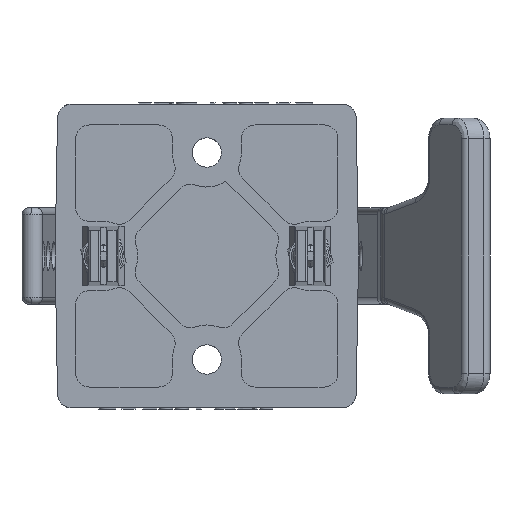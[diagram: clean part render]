
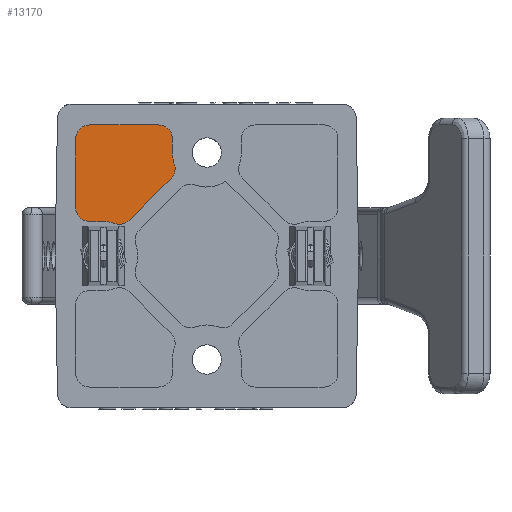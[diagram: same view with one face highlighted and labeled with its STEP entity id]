
A CAD part, front view. The second image highlights one B-rep face of the part: STEP entity #13170.
In plain terms, the highlighted planar face has unit normal (0, -1, 0).
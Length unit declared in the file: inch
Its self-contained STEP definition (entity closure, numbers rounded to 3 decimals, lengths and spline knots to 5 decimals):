
#401 = CIRCLE ( 'NONE', #23354, 0.125 ) ;
#418 = ORIENTED_EDGE ( 'NONE', *, *, #40006, .T. ) ;
#544 = LINE ( 'NONE', #24594, #19091 ) ;
#563 = DIRECTION ( 'NONE',  ( 0., 1., 0. ) ) ;
#591 = CIRCLE ( 'NONE', #43146, 0.125 ) ;
#668 = VERTEX_POINT ( 'NONE', #26823 ) ;
#896 = VERTEX_POINT ( 'NONE', #20110 ) ;
#1565 = CARTESIAN_POINT ( 'NONE',  ( -1.1875, 0.1875, 1.0625 ) ) ;
#1863 = CARTESIAN_POINT ( 'NONE',  ( -1.0625, 0.1875, 0.3125 ) ) ;
#2590 = VERTEX_POINT ( 'NONE', #38354 ) ;
#2708 = CARTESIAN_POINT ( 'NONE',  ( -0.4375, 0.1875, 1.0625 ) ) ;
#2829 = AXIS2_PLACEMENT_3D ( 'NONE', #7727, #33705, #11440 ) ;
#2876 = CARTESIAN_POINT ( 'NONE',  ( -0.79057, 0.1875, 0.41209 ) ) ;
#2964 = CARTESIAN_POINT ( 'NONE',  ( -0.4375, 0.1875, 1.1875 ) ) ;
#3137 = ORIENTED_EDGE ( 'NONE', *, *, #24844, .T. ) ;
#3479 = DIRECTION ( 'NONE',  ( 1., 0., 0. ) ) ;
#3983 = AXIS2_PLACEMENT_3D ( 'NONE', #2876, #28829, #6616 ) ;
#4113 = CARTESIAN_POINT ( 'NONE',  ( -0.41209, 0.1875, 0.79057 ) ) ;
#4500 = AXIS2_PLACEMENT_3D ( 'NONE', #4113, #30099, #7852 ) ;
#4551 = AXIS2_PLACEMENT_3D ( 'NONE', #48111, #25729, #3479 ) ;
#5273 = VERTEX_POINT ( 'NONE', #41261 ) ;
#6083 = DIRECTION ( 'NONE',  ( 0.707, 0., 0.707 ) ) ;
#6432 = EDGE_CURVE ( 'NONE', #15956, #5273, #26646, .T. ) ;
#6445 = DIRECTION ( 'NONE',  ( -1., 0., 0. ) ) ;
#6492 = FACE_OUTER_BOUND ( 'NONE', #35102, .T. ) ;
#6616 = DIRECTION ( 'NONE',  ( -1., 0., 0. ) ) ;
#7727 = CARTESIAN_POINT ( 'NONE',  ( -0.9375, 0.1875, 0. ) ) ;
#7754 = DIRECTION ( 'NONE',  ( 0., 1., 0. ) ) ;
#7852 = DIRECTION ( 'NONE',  ( 1., 0., 0. ) ) ;
#9160 = VERTEX_POINT ( 'NONE', #1863 ) ;
#9690 = EDGE_CURVE ( 'NONE', #5273, #41940, #46306, .T. ) ;
#9859 = CARTESIAN_POINT ( 'NONE',  ( -0.70219, 0.1875, 0.3237 ) ) ;
#11124 = CARTESIAN_POINT ( 'NONE',  ( -1.0625, 0.1875, 1.0625 ) ) ;
#11440 = DIRECTION ( 'NONE',  ( 1., 0., 0. ) ) ;
#11542 = VERTEX_POINT ( 'NONE', #27054 ) ;
#11590 = VERTEX_POINT ( 'NONE', #46148 ) ;
#11677 = DIRECTION ( 'NONE',  ( 0., 0., 1. ) ) ;
#11966 = CIRCLE ( 'NONE', #47186, 0.3125 ) ;
#12063 = ORIENTED_EDGE ( 'NONE', *, *, #35582, .T. ) ;
#12683 = DIRECTION ( 'NONE',  ( 1., 0., 0. ) ) ;
#13170 = ADVANCED_FACE ( 'NONE', ( #6492 ), #45015, .F. ) ;
#13684 = EDGE_CURVE ( 'NONE', #36069, #896, #41936, .T. ) ;
#14148 = DIRECTION ( 'NONE',  ( -1., 0., 0. ) ) ;
#14847 = DIRECTION ( 'NONE',  ( -1., 0., 0. ) ) ;
#15209 = CARTESIAN_POINT ( 'NONE',  ( -1.0625, 0.1875, 1.0625 ) ) ;
#15599 = CIRCLE ( 'NONE', #4551, 0.125 ) ;
#15956 = VERTEX_POINT ( 'NONE', #30076 ) ;
#17586 = ORIENTED_EDGE ( 'NONE', *, *, #41363, .T. ) ;
#17656 = DIRECTION ( 'NONE',  ( 0., -1., 0. ) ) ;
#17684 = ORIENTED_EDGE ( 'NONE', *, *, #37789, .T. ) ;
#19091 = VECTOR ( 'NONE', #6083, 39.37008 ) ;
#19256 = VECTOR ( 'NONE', #12683, 39.37008 ) ;
#20110 = CARTESIAN_POINT ( 'NONE',  ( -0.28709, 0.1875, 0.79057 ) ) ;
#20916 = CARTESIAN_POINT ( 'NONE',  ( -0.3237, 0.1875, 0.70219 ) ) ;
#22390 = EDGE_CURVE ( 'NONE', #668, #11590, #44929, .T. ) ;
#22487 = CIRCLE ( 'NONE', #2829, 0.3125 ) ;
#22570 = VECTOR ( 'NONE', #11677, 39.37008 ) ;
#22659 = DIRECTION ( 'NONE',  ( -1., 0., 0. ) ) ;
#22777 = CARTESIAN_POINT ( 'NONE',  ( 0., 0.1875, 0.9375 ) ) ;
#23354 = AXIS2_PLACEMENT_3D ( 'NONE', #39993, #17656, #43760 ) ;
#23389 = CARTESIAN_POINT ( 'NONE',  ( -1.0625, 0.1875, 1.1875 ) ) ;
#23727 = AXIS2_PLACEMENT_3D ( 'NONE', #15209, #7754, #22659 ) ;
#23941 = EDGE_CURVE ( 'NONE', #41940, #668, #591, .T. ) ;
#24594 = CARTESIAN_POINT ( 'NONE',  ( -0.3237, 0.1875, 0.70219 ) ) ;
#24732 = EDGE_CURVE ( 'NONE', #47919, #36069, #544, .T. ) ;
#24844 = EDGE_CURVE ( 'NONE', #896, #42169, #15599, .T. ) ;
#25729 = DIRECTION ( 'NONE',  ( 0., -1., 0. ) ) ;
#26368 = ORIENTED_EDGE ( 'NONE', *, *, #22390, .T. ) ;
#26476 = VECTOR ( 'NONE', #14148, 39.37008 ) ;
#26486 = ORIENTED_EDGE ( 'NONE', *, *, #43580, .T. ) ;
#26537 = DIRECTION ( 'NONE',  ( 1., 0., 0. ) ) ;
#26646 = CIRCLE ( 'NONE', #33252, 0.125 ) ;
#26823 = CARTESIAN_POINT ( 'NONE',  ( -1.1875, 0.1875, 1.0625 ) ) ;
#27054 = CARTESIAN_POINT ( 'NONE',  ( -0.83255, 0.1875, 0.29435 ) ) ;
#27352 = CIRCLE ( 'NONE', #3983, 0.125 ) ;
#27525 = DIRECTION ( 'NONE',  ( 0., 0., -1. ) ) ;
#28667 = DIRECTION ( 'NONE',  ( 0., -1., 0. ) ) ;
#28829 = DIRECTION ( 'NONE',  ( 0., -1., 0. ) ) ;
#30076 = CARTESIAN_POINT ( 'NONE',  ( -0.3125, 0.1875, 1.0625 ) ) ;
#30099 = DIRECTION ( 'NONE',  ( 0., -1., 0. ) ) ;
#31716 = EDGE_CURVE ( 'NONE', #11590, #9160, #401, .T. ) ;
#33025 = ORIENTED_EDGE ( 'NONE', *, *, #9690, .T. ) ;
#33252 = AXIS2_PLACEMENT_3D ( 'NONE', #2708, #28667, #6445 ) ;
#33705 = DIRECTION ( 'NONE',  ( 0., 1., 0. ) ) ;
#34962 = VECTOR ( 'NONE', #27525, 39.37008 ) ;
#35102 = EDGE_LOOP ( 'NONE', ( #44348, #26368, #35178, #12063, #17586, #17684, #41467, #42350, #3137, #26486, #418, #47176, #33025 ) ) ;
#35178 = ORIENTED_EDGE ( 'NONE', *, *, #31716, .T. ) ;
#35582 = EDGE_CURVE ( 'NONE', #9160, #48114, #40262, .T. ) ;
#36069 = VERTEX_POINT ( 'NONE', #20916 ) ;
#37141 = DIRECTION ( 'NONE',  ( 0., -1., 0. ) ) ;
#37208 = CARTESIAN_POINT ( 'NONE',  ( -0.29435, 0.1875, 0.83255 ) ) ;
#37789 = EDGE_CURVE ( 'NONE', #11542, #47919, #27352, .T. ) ;
#38354 = CARTESIAN_POINT ( 'NONE',  ( -0.3125, 0.1875, 0.9375 ) ) ;
#39993 = CARTESIAN_POINT ( 'NONE',  ( -1.0625, 0.1875, 0.4375 ) ) ;
#40006 = EDGE_CURVE ( 'NONE', #2590, #15956, #42386, .T. ) ;
#40262 = LINE ( 'NONE', #46099, #19256 ) ;
#41261 = CARTESIAN_POINT ( 'NONE',  ( -0.4375, 0.1875, 1.1875 ) ) ;
#41288 = CARTESIAN_POINT ( 'NONE',  ( -0.3125, 0.1875, 0.9375 ) ) ;
#41363 = EDGE_CURVE ( 'NONE', #48114, #11542, #22487, .T. ) ;
#41467 = ORIENTED_EDGE ( 'NONE', *, *, #24732, .T. ) ;
#41936 = CIRCLE ( 'NONE', #4500, 0.125 ) ;
#41940 = VERTEX_POINT ( 'NONE', #23389 ) ;
#42169 = VERTEX_POINT ( 'NONE', #37208 ) ;
#42350 = ORIENTED_EDGE ( 'NONE', *, *, #13684, .T. ) ;
#42386 = LINE ( 'NONE', #41288, #22570 ) ;
#43146 = AXIS2_PLACEMENT_3D ( 'NONE', #11124, #37141, #14847 ) ;
#43580 = EDGE_CURVE ( 'NONE', #42169, #2590, #11966, .T. ) ;
#43760 = DIRECTION ( 'NONE',  ( 1., 0., 0. ) ) ;
#44348 = ORIENTED_EDGE ( 'NONE', *, *, #23941, .T. ) ;
#44509 = CARTESIAN_POINT ( 'NONE',  ( -0.9375, 0.1875, 0.3125 ) ) ;
#44929 = LINE ( 'NONE', #1565, #34962 ) ;
#45015 = PLANE ( 'NONE',  #23727 ) ;
#46099 = CARTESIAN_POINT ( 'NONE',  ( -0.9375, 0.1875, 0.3125 ) ) ;
#46148 = CARTESIAN_POINT ( 'NONE',  ( -1.1875, 0.1875, 0.4375 ) ) ;
#46306 = LINE ( 'NONE', #2964, #26476 ) ;
#47176 = ORIENTED_EDGE ( 'NONE', *, *, #6432, .T. ) ;
#47186 = AXIS2_PLACEMENT_3D ( 'NONE', #22777, #563, #26537 ) ;
#47919 = VERTEX_POINT ( 'NONE', #9859 ) ;
#48111 = CARTESIAN_POINT ( 'NONE',  ( -0.41209, 0.1875, 0.79057 ) ) ;
#48114 = VERTEX_POINT ( 'NONE', #44509 ) ;
